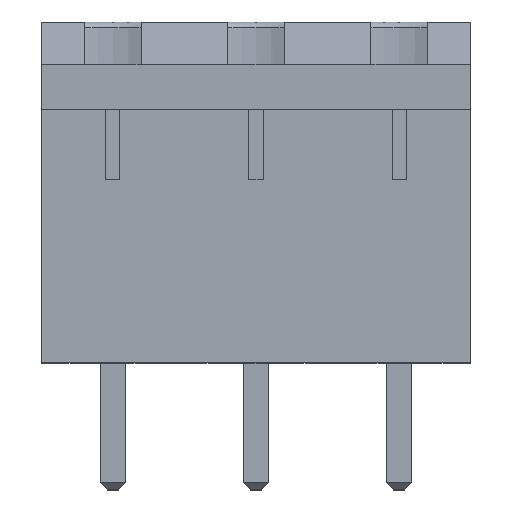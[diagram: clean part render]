
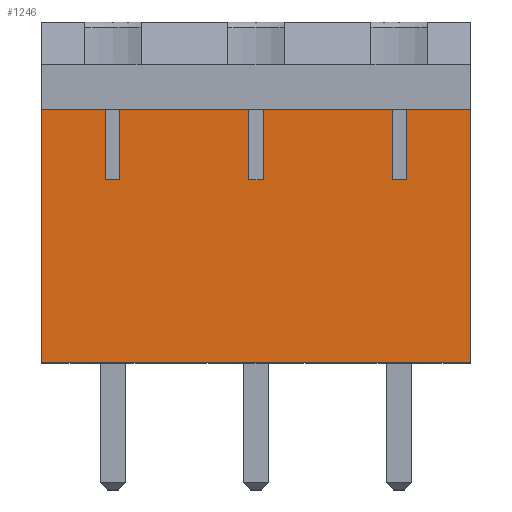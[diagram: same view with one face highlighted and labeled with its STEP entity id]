
A CAD part, top view. The second image highlights one B-rep face of the part: STEP entity #1246.
In plain terms, the highlighted planar face has unit normal (0, 0, 1).
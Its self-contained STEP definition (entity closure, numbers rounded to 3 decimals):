
#19 = VERTEX_POINT ( 'NONE', #3229 ) ;
#66 = VECTOR ( 'NONE', #1489, 1000. ) ;
#114 = CARTESIAN_POINT ( 'NONE',  ( -5.33, 9., 4.05 ) ) ;
#117 = LINE ( 'NONE', #2981, #917 ) ;
#132 = EDGE_CURVE ( 'NONE', #2235, #1546, #117, .T. ) ;
#160 = ORIENTED_EDGE ( 'NONE', *, *, #1327, .F. ) ;
#181 = ORIENTED_EDGE ( 'NONE', *, *, #915, .F. ) ;
#226 = CARTESIAN_POINT ( 'NONE',  ( 2.54, 0., 4.05 ) ) ;
#227 = CARTESIAN_POINT ( 'NONE',  ( -10.41, 0., 4.05 ) ) ;
#261 = VERTEX_POINT ( 'NONE', #226 ) ;
#413 = DIRECTION ( 'NONE',  ( 0., 1., 0. ) ) ;
#456 = LINE ( 'NONE', #2105, #5226 ) ;
#458 = VECTOR ( 'NONE', #5116, 1000. ) ;
#494 = VECTOR ( 'NONE', #3639, 1000. ) ;
#603 = VERTEX_POINT ( 'NONE', #3898 ) ;
#616 = EDGE_CURVE ( 'NONE', #3357, #261, #2330, .T. ) ;
#658 = VERTEX_POINT ( 'NONE', #1945 ) ;
#695 = EDGE_CURVE ( 'NONE', #2235, #4290, #4069, .T. ) ;
#708 = CARTESIAN_POINT ( 'NONE',  ( 0., 9., 4.05 ) ) ;
#866 = LINE ( 'NONE', #4538, #3859 ) ;
#915 = EDGE_CURVE ( 'NONE', #4526, #2923, #2754, .T. ) ;
#917 = VECTOR ( 'NONE', #4625, 1000. ) ;
#926 = ORIENTED_EDGE ( 'NONE', *, *, #3997, .T. ) ;
#927 = VECTOR ( 'NONE', #1421, 1000. ) ;
#969 = CARTESIAN_POINT ( 'NONE',  ( -5.33, 6.5, 4.05 ) ) ;
#1025 = EDGE_CURVE ( 'NONE', #1546, #4526, #3529, .T. ) ;
#1107 = CARTESIAN_POINT ( 'NONE',  ( 2.54, 6.5, 4.05 ) ) ;
#1115 = ORIENTED_EDGE ( 'NONE', *, *, #1717, .T. ) ;
#1116 = CARTESIAN_POINT ( 'NONE',  ( -4.83, 9., 4.05 ) ) ;
#1118 = CARTESIAN_POINT ( 'NONE',  ( -10.41, 6.5, 4.05 ) ) ;
#1166 = PLANE ( 'NONE',  #1950 ) ;
#1245 = DIRECTION ( 'NONE',  ( 1., 0., 0. ) ) ;
#1246 = ADVANCED_FACE ( 'NONE', ( #1983 ), #1166, .T. ) ;
#1281 = LINE ( 'NONE', #1676, #3690 ) ;
#1290 = LINE ( 'NONE', #1711, #494 ) ;
#1327 = EDGE_CURVE ( 'NONE', #19, #5183, #1290, .T. ) ;
#1383 = ORIENTED_EDGE ( 'NONE', *, *, #4913, .F. ) ;
#1387 = ORIENTED_EDGE ( 'NONE', *, *, #2854, .T. ) ;
#1421 = DIRECTION ( 'NONE',  ( 0., 1., 0. ) ) ;
#1430 = VECTOR ( 'NONE', #2916, 1000. ) ;
#1455 = CARTESIAN_POINT ( 'NONE',  ( -5.08, 9., 4.05 ) ) ;
#1489 = DIRECTION ( 'NONE',  ( 0., 1., 0. ) ) ;
#1546 = VERTEX_POINT ( 'NONE', #2703 ) ;
#1631 = LINE ( 'NONE', #4070, #4262 ) ;
#1641 = EDGE_CURVE ( 'NONE', #4154, #3562, #1631, .T. ) ;
#1676 = CARTESIAN_POINT ( 'NONE',  ( -2.54, 0., 4.05 ) ) ;
#1688 = EDGE_CURVE ( 'NONE', #603, #4633, #4359, .T. ) ;
#1711 = CARTESIAN_POINT ( 'NONE',  ( -10.16, 9., 4.05 ) ) ;
#1717 = EDGE_CURVE ( 'NONE', #5147, #5183, #4733, .T. ) ;
#1762 = ORIENTED_EDGE ( 'NONE', *, *, #695, .T. ) ;
#1793 = EDGE_CURVE ( 'NONE', #5147, #603, #3974, .T. ) ;
#1829 = LINE ( 'NONE', #1455, #3294 ) ;
#1838 = CARTESIAN_POINT ( 'NONE',  ( 0.25, 9., 4.05 ) ) ;
#1901 = DIRECTION ( 'NONE',  ( 0., 0., 1. ) ) ;
#1945 = CARTESIAN_POINT ( 'NONE',  ( -0.25, 6.5, 4.05 ) ) ;
#1950 = AXIS2_PLACEMENT_3D ( 'NONE', #1954, #1901, #2820 ) ;
#1954 = CARTESIAN_POINT ( 'NONE',  ( -2.54, 6.5, 4.05 ) ) ;
#1983 = FACE_OUTER_BOUND ( 'NONE', #2373, .T. ) ;
#2105 = CARTESIAN_POINT ( 'NONE',  ( -0.25, 0., 4.05 ) ) ;
#2199 = VECTOR ( 'NONE', #3097, 1000. ) ;
#2231 = DIRECTION ( 'NONE',  ( 1., 0., 0. ) ) ;
#2235 = VERTEX_POINT ( 'NONE', #969 ) ;
#2284 = CARTESIAN_POINT ( 'NONE',  ( -9.91, 0., 4.05 ) ) ;
#2307 = CARTESIAN_POINT ( 'NONE',  ( -12.7, 6.5, 4.05 ) ) ;
#2330 = LINE ( 'NONE', #1107, #2886 ) ;
#2373 = EDGE_LOOP ( 'NONE', ( #926, #4490, #3060, #2953, #4653, #1387, #181, #4353, #4651, #1762, #1383, #2378, #5193, #1115, #160, #4645 ) ) ;
#2378 = ORIENTED_EDGE ( 'NONE', *, *, #1688, .F. ) ;
#2703 = CARTESIAN_POINT ( 'NONE',  ( -4.83, 6.5, 4.05 ) ) ;
#2712 = LINE ( 'NONE', #2307, #458 ) ;
#2731 = DIRECTION ( 'NONE',  ( 0., -1., 0. ) ) ;
#2754 = LINE ( 'NONE', #5251, #2199 ) ;
#2820 = DIRECTION ( 'NONE',  ( 0., -1., 0. ) ) ;
#2854 = EDGE_CURVE ( 'NONE', #658, #2923, #456, .T. ) ;
#2886 = VECTOR ( 'NONE', #2731, 1000. ) ;
#2916 = DIRECTION ( 'NONE',  ( 0., 1., 0. ) ) ;
#2923 = VERTEX_POINT ( 'NONE', #4505 ) ;
#2953 = ORIENTED_EDGE ( 'NONE', *, *, #1641, .F. ) ;
#2981 = CARTESIAN_POINT ( 'NONE',  ( -7.62, 6.5, 4.05 ) ) ;
#3060 = ORIENTED_EDGE ( 'NONE', *, *, #5254, .F. ) ;
#3097 = DIRECTION ( 'NONE',  ( 1., 0., 0. ) ) ;
#3163 = LINE ( 'NONE', #708, #5268 ) ;
#3221 = CARTESIAN_POINT ( 'NONE',  ( -7.62, 6.5, 4.05 ) ) ;
#3229 = CARTESIAN_POINT ( 'NONE',  ( -12.7, 9., 4.05 ) ) ;
#3255 = CARTESIAN_POINT ( 'NONE',  ( 0.25, 6.5, 4.05 ) ) ;
#3294 = VECTOR ( 'NONE', #4334, 1000. ) ;
#3357 = VERTEX_POINT ( 'NONE', #4853 ) ;
#3455 = CARTESIAN_POINT ( 'NONE',  ( -10.41, 9., 4.05 ) ) ;
#3529 = LINE ( 'NONE', #5161, #66 ) ;
#3562 = VERTEX_POINT ( 'NONE', #1838 ) ;
#3639 = DIRECTION ( 'NONE',  ( 1., 0., 0. ) ) ;
#3687 = CARTESIAN_POINT ( 'NONE',  ( -5.33, 0., 4.05 ) ) ;
#3690 = VECTOR ( 'NONE', #2231, 1000. ) ;
#3733 = DIRECTION ( 'NONE',  ( 0., 1., 0. ) ) ;
#3746 = DIRECTION ( 'NONE',  ( 1., 0., 0. ) ) ;
#3859 = VECTOR ( 'NONE', #3746, 1000. ) ;
#3898 = CARTESIAN_POINT ( 'NONE',  ( -9.91, 6.5, 4.05 ) ) ;
#3974 = LINE ( 'NONE', #3221, #4610 ) ;
#3997 = EDGE_CURVE ( 'NONE', #4125, #261, #1281, .T. ) ;
#4003 = CARTESIAN_POINT ( 'NONE',  ( -12.7, 0., 4.05 ) ) ;
#4069 = LINE ( 'NONE', #3687, #1430 ) ;
#4070 = CARTESIAN_POINT ( 'NONE',  ( 0.25, 0., 4.05 ) ) ;
#4125 = VERTEX_POINT ( 'NONE', #4003 ) ;
#4154 = VERTEX_POINT ( 'NONE', #3255 ) ;
#4262 = VECTOR ( 'NONE', #413, 1000. ) ;
#4290 = VERTEX_POINT ( 'NONE', #114 ) ;
#4307 = DIRECTION ( 'NONE',  ( 0., 1., 0. ) ) ;
#4334 = DIRECTION ( 'NONE',  ( 1., 0., 0. ) ) ;
#4353 = ORIENTED_EDGE ( 'NONE', *, *, #1025, .F. ) ;
#4359 = LINE ( 'NONE', #2284, #5298 ) ;
#4369 = EDGE_CURVE ( 'NONE', #19, #4125, #2712, .T. ) ;
#4490 = ORIENTED_EDGE ( 'NONE', *, *, #616, .F. ) ;
#4505 = CARTESIAN_POINT ( 'NONE',  ( -0.25, 9., 4.05 ) ) ;
#4526 = VERTEX_POINT ( 'NONE', #1116 ) ;
#4533 = EDGE_CURVE ( 'NONE', #658, #4154, #866, .T. ) ;
#4538 = CARTESIAN_POINT ( 'NONE',  ( -2.54, 6.5, 4.05 ) ) ;
#4610 = VECTOR ( 'NONE', #5293, 1000. ) ;
#4625 = DIRECTION ( 'NONE',  ( 1., 0., 0. ) ) ;
#4633 = VERTEX_POINT ( 'NONE', #4694 ) ;
#4645 = ORIENTED_EDGE ( 'NONE', *, *, #4369, .T. ) ;
#4651 = ORIENTED_EDGE ( 'NONE', *, *, #132, .F. ) ;
#4653 = ORIENTED_EDGE ( 'NONE', *, *, #4533, .F. ) ;
#4694 = CARTESIAN_POINT ( 'NONE',  ( -9.91, 9., 4.05 ) ) ;
#4733 = LINE ( 'NONE', #227, #927 ) ;
#4853 = CARTESIAN_POINT ( 'NONE',  ( 2.54, 9., 4.05 ) ) ;
#4913 = EDGE_CURVE ( 'NONE', #4633, #4290, #1829, .T. ) ;
#5116 = DIRECTION ( 'NONE',  ( 0., -1., 0. ) ) ;
#5147 = VERTEX_POINT ( 'NONE', #1118 ) ;
#5161 = CARTESIAN_POINT ( 'NONE',  ( -4.83, 0., 4.05 ) ) ;
#5183 = VERTEX_POINT ( 'NONE', #3455 ) ;
#5193 = ORIENTED_EDGE ( 'NONE', *, *, #1793, .F. ) ;
#5226 = VECTOR ( 'NONE', #3733, 1000. ) ;
#5251 = CARTESIAN_POINT ( 'NONE',  ( 0., 9., 4.05 ) ) ;
#5254 = EDGE_CURVE ( 'NONE', #3562, #3357, #3163, .T. ) ;
#5268 = VECTOR ( 'NONE', #1245, 1000. ) ;
#5293 = DIRECTION ( 'NONE',  ( 1., 0., 0. ) ) ;
#5298 = VECTOR ( 'NONE', #4307, 1000. ) ;
